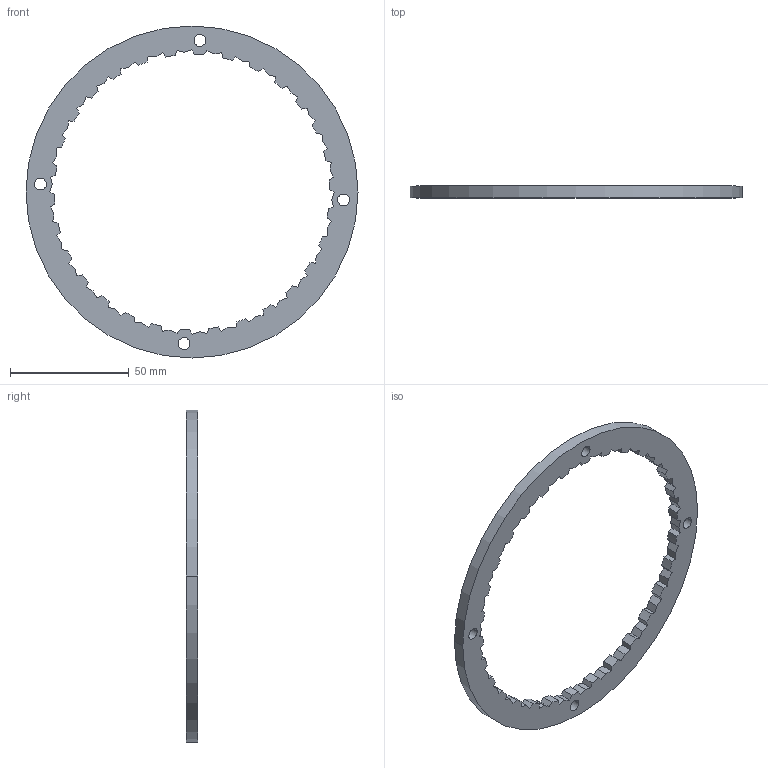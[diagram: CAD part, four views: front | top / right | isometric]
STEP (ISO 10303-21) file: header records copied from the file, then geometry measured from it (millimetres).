
FILE_DESCRIPTION((''),'2;1');
FILE_NAME('OBMP-TCU-P5-1185','2023-10-09T18:07:58',('ccha425'),('Department of Mechanical Engineering, The University of Auckland'),'CREO PARAMETRIC BY PTC INC, 2017260','CREO PARAMETRIC BY PTC INC, 2017260','');
FILE_SCHEMA(('CONFIG_CONTROL_DESIGN'));
Length unit declared in the file: millimetre
Products named in the file (1): OBMP-TCU-P5-1185
Bounding box: 140 x 5 x 140 mm (x, y, z)
Volume: 22079 mm3; surface area: 13608.9 mm2
Topology: 1 solids, 1 shells, 162 faces, 480 edges, 320 vertices
Faces by surface type: plane 122, cylinder 40
Entity records: 5532 total; most frequent: CARTESIAN_POINT 1112, ORIENTED_EDGE 960, DIRECTION 854, EDGE_CURVE 480, VECTOR 370, LINE 370, VERTEX_POINT 320, AXIS2_PLACEMENT_3D 242
